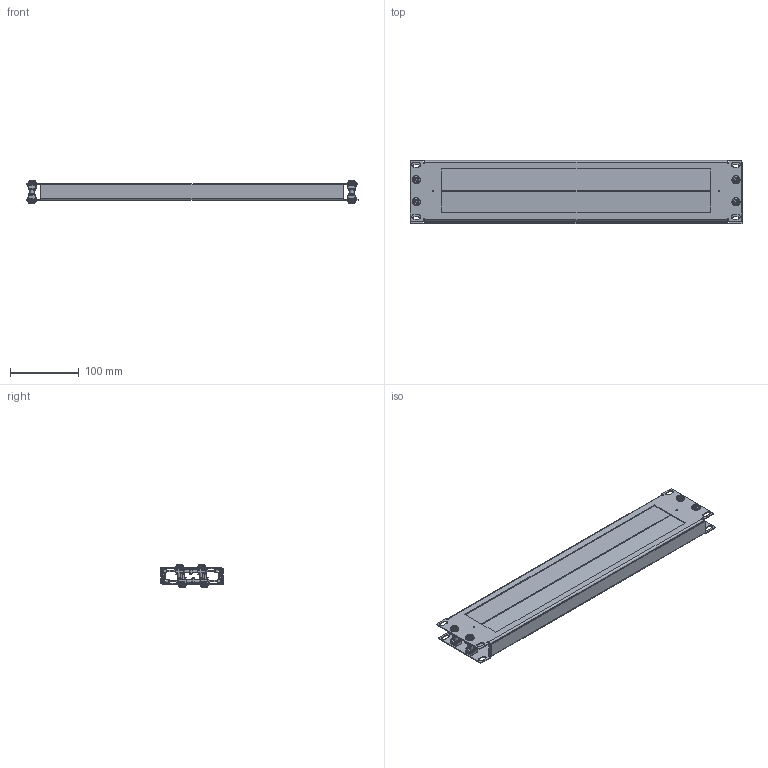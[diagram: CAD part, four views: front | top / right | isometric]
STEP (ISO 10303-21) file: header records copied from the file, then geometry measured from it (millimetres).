
FILE_DESCRIPTION (( 'STEP AP203' ), '1' );
FILE_NAME ('UR08301202000 Êîìïëåêò ôàëüø-ïàíåëåé ñ ùåòî÷íûì ââîäîì äëÿ 19-äþéìîâîãî îáîðóäîâàíèÿ RS52 2U (2øò) (000.801.780) .STEP', '2022-04-26T07:15:49', ( '' ), ( '' ), 'SwSTEP 2.0', 'SolidWorks 2017', '' );
FILE_SCHEMA (( 'CONFIG_CONTROL_DESIGN' ));
Length unit declared in the file: millimetre
Products named in the file (11): Ãàéêà êâàäðàòíàÿ_Œ5; Âèíò DIN 7984 TORX_Œ6å16; 015-182 Ôàëüø ïàíåëü_00; Êëåòêà ãàéêè_M6-4€; Øàéáà DIN 125 ïîëèàìèä_6; UR08301202000 Êîìïëåêò ôàëüø-ïàíåëåé ñ ùåòî÷íûì ââîäîì äëÿ 19-äþéìîâîãî îáîðóäîâàíèÿ RS52 2U (2øò) (000.801.780) ; Øïèëüêà ðåçüáîâàÿ Ì6_Œ5å8; Ñêîò÷ äâóõñòîðîííèé äëÿ ù¸òî÷íîãî ââîäà_400; 044-99 椓襚趌04 (400 洵); Ãàéêà êëåòåâàÿ_M5-4B; 000.701.164 Ôàëüø ïàíåëü ñ ùåòî÷íûì ââîäîì äëÿ 19 äþéìîâîãî îáîðóäîâàíèÿ 2U
Assembly tree (35 placements, depth 3):
  UR08301202000 Êîìïëåêò ôàëüø-ïàíåëåé ñ ùåòî÷íûì ââîäîì äëÿ 19-äþéìîâîãî îáîðóäîâàíèÿ RS52 2U (2øò) (000.801.780) 
    000.701.164 Ôàëüø ïàíåëü ñ ùåòî÷íûì ââîäîì äëÿ 19 äþéìîâîãî îáîðóäîâàíèÿ 2U  x2
      015-182 Ôàëüø ïàíåëü_00
      Øïèëüêà ðåçüáîâàÿ Ì6_Œ5å8
      Ñêîò÷ äâóõñòîðîííèé äëÿ ù¸òî÷íîãî ââîäà_400
      044-99 椓襚趌04 (400 洵)
    Ãàéêà êëåòåâàÿ_M5-4B  x8
      Êëåòêà ãàéêè_M6-4€
      Ãàéêà êâàäðàòíàÿ_Œ5
    Âèíò DIN 7984 TORX_Œ6å16  x8
    Øàéáà DIN 125 ïîëèàìèä_6  x8
Bounding box: 483 x 91.65 x 32.4 mm (x, y, z)
Volume: 368377.1 mm3; surface area: 456302.4 mm2
Topology: 50 solids, 50 shells, 1524 faces, 3472 edges, 2064 vertices
Faces by surface type: plane 924, cylinder 464, bspline 64, cone 40, torus 32
Entity records: 9933 total; most frequent: CARTESIAN_POINT 1682, DIRECTION 1390, ORIENTED_EDGE 1276, EDGE_CURVE 638, AXIS2_PLACEMENT_3D 472, LINE 446, VECTOR 446, VERTEX_POINT 392
